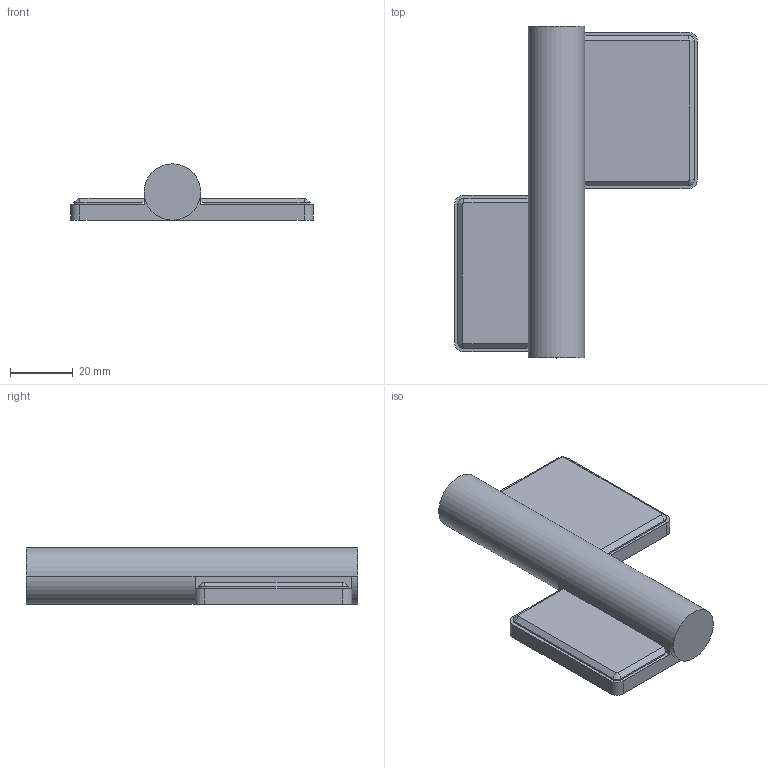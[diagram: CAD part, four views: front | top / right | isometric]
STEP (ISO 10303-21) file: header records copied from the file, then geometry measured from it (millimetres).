
FILE_DESCRIPTION(('STEP AP214'),'1');
FILE_NAME('cctmp_B779D9E3-10E9-425D-AF65-F5E4B2D5AB55_2024_07_17_16_15_57_0189_16312..stp','2024-07-17T14:15:57',('Bosch Rexroth AG'),('CADClick - www.CADClick.com'),'Spatial InterOp 3D',' ','unknown authorization - (Healing Option Enabled)');
FILE_SCHEMA(('AUTOMOTIVE_DESIGN'));
Length unit declared in the file: millimetre
Products named in the file (1): 2024_07_17_16_15_57_0174
Bounding box: 77.5 x 105.91 x 18 mm (x, y, z)
Volume: 46467.2 mm3; surface area: 15214.6 mm2
Topology: 1 solids, 4 shells, 58 faces, 142 edges, 92 vertices
Faces by surface type: plane 36, cylinder 18, cone 4
Entity records: 2192 total; most frequent: DIRECTION 304, CARTESIAN_POINT 293, ORIENTED_EDGE 284, EDGE_CURVE 142, AXIS2_PLACEMENT_3D 103, LINE 98, VECTOR 98, VERTEX_POINT 92
